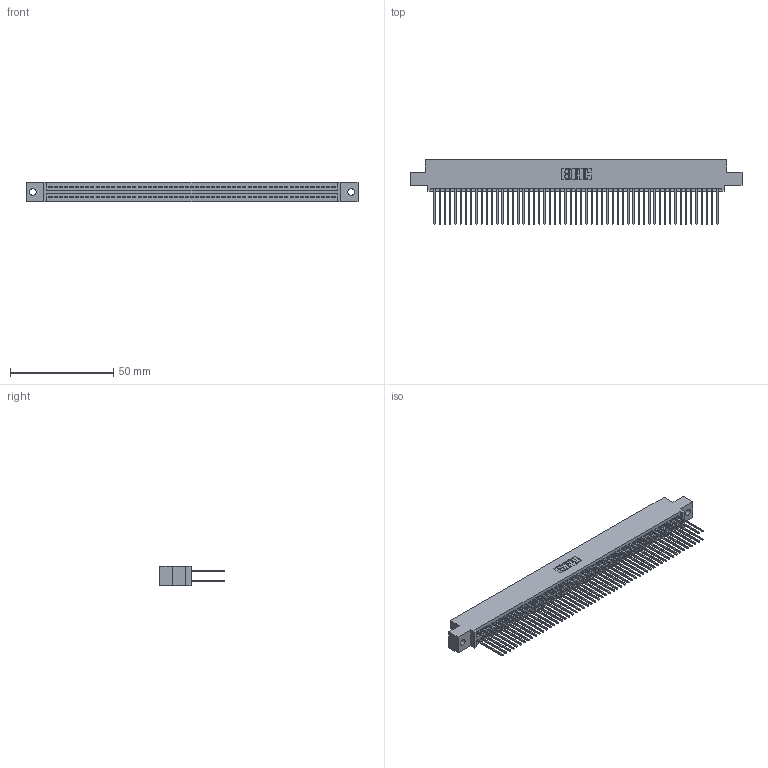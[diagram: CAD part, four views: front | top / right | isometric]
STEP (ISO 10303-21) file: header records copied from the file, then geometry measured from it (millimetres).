
FILE_DESCRIPTION (( 'STEP AP203' ), '1' );
FILE_NAME ('345-110-542-502.STEP', '2019-11-04T17:30:05', ( '' ), ( '' ), 'SwSTEP 2.0', 'SolidWorks 2016', '' );
FILE_SCHEMA (( 'CONFIG_CONTROL_DESIGN' ));
Length unit declared in the file: inch
Products named in the file (3): 345-292-001_345-293-142; 345-110-542-502; 345 Part_0.110 Offset - 0.128 Dia
Assembly tree (111 placements, depth 2):
  345-110-542-502
    345 Part_0.110 Offset - 0.128 Dia
    345-292-001_345-293-142  x110
Bounding box: 160.91 x 31.29 x 9.4 mm (x, y, z)
Volume: 16154.3 mm3; surface area: 26346.9 mm2
Topology: 111 solids, 111 shells, 5630 faces, 16743 edges, 11014 vertices
Faces by surface type: plane 3714, cylinder 1916
Entity records: 41557 total; most frequent: CARTESIAN_POINT 6956, ORIENTED_EDGE 6890, DIRECTION 6117, EDGE_CURVE 3445, VECTOR 3093, LINE 3093, VERTEX_POINT 2294, AXIS2_PLACEMENT_3D 1512
